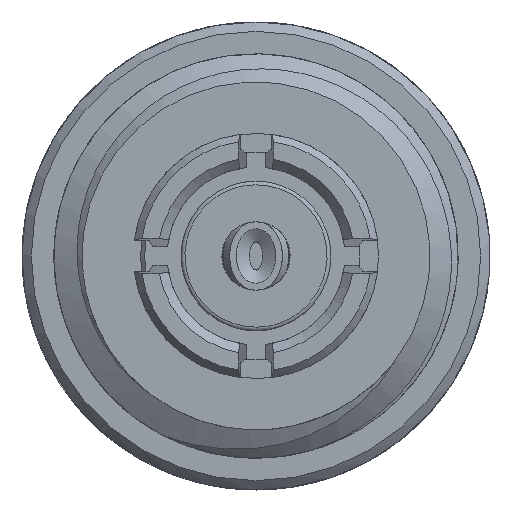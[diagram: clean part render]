
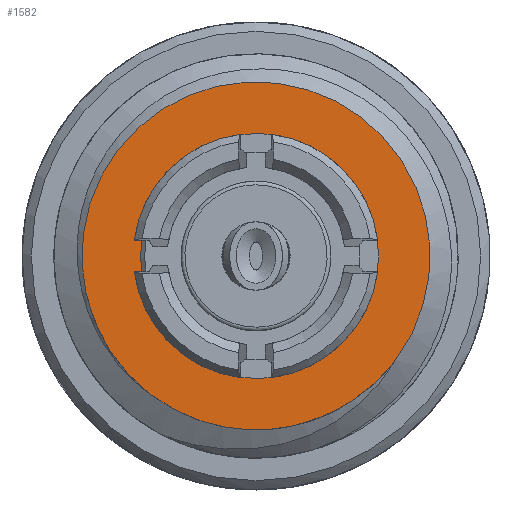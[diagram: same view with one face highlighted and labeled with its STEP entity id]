
A CAD part, left-side view. The second image highlights one B-rep face of the part: STEP entity #1582.
In plain terms, the highlighted planar face has unit normal (-1, 0, 0).
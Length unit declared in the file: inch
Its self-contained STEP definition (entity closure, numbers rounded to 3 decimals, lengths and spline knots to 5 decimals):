
#98 = CARTESIAN_POINT ( 'NONE',  ( 0.11454, -0.07398, -0.05622 ) ) ;
#295 = CARTESIAN_POINT ( 'NONE',  ( 0.11454, -0.02412, -0.09052 ) ) ;
#422 = ORIENTED_EDGE ( 'NONE', *, *, #5710, .T. ) ;
#449 = PLANE ( 'NONE',  #4072 ) ;
#502 = CIRCLE ( 'NONE', #1250, 0.06169 ) ;
#549 = EDGE_CURVE ( 'NONE', #1570, #5728, #5549, .T. ) ;
#561 = AXIS2_PLACEMENT_3D ( 'NONE', #5400, #3775, #7157 ) ;
#773 = DIRECTION ( 'NONE',  ( 0., 0., 1. ) ) ;
#810 = ORIENTED_EDGE ( 'NONE', *, *, #5852, .T. ) ;
#972 = DIRECTION ( 'NONE',  ( 0., 0.772, 0.636 ) ) ;
#1044 = CIRCLE ( 'NONE', #2603, 0.093 ) ;
#1137 = CARTESIAN_POINT ( 'NONE',  ( 0.11454, -0.07369, -0.05664 ) ) ;
#1144 = VERTEX_POINT ( 'NONE', #2535 ) ;
#1250 = AXIS2_PLACEMENT_3D ( 'NONE', #7165, #1918, #773 ) ;
#1301 = VECTOR ( 'NONE', #972, 39.37008 ) ;
#1337 = VECTOR ( 'NONE', #5040, 39.37008 ) ;
#1449 = CARTESIAN_POINT ( 'NONE',  ( 0.11454, -0.03577, -0.08658 ) ) ;
#1516 = B_SPLINE_CURVE_WITH_KNOTS ( 'NONE', 3,
 ( #1137, #98, #3732, #5516 ),
 .UNSPECIFIED., .F., .F.,
 ( 4, 4 ),
 ( 0., 0.00004 ),
 .UNSPECIFIED. ) ;
#1559 = DIRECTION ( 'NONE',  ( 0., 0., 1. ) ) ;
#1570 = VERTEX_POINT ( 'NONE', #6024 ) ;
#1582 = ADVANCED_FACE ( 'NONE', ( #5002, #1649 ), #449, .T. ) ;
#1585 = EDGE_CURVE ( 'NONE', #1851, #5728, #7282, .T. ) ;
#1649 = FACE_OUTER_BOUND ( 'NONE', #3090, .T. ) ;
#1851 = VERTEX_POINT ( 'NONE', #4697 ) ;
#1882 = DIRECTION ( 'NONE',  ( -1., 0., 0. ) ) ;
#1918 = DIRECTION ( 'NONE',  ( -1., 0., 0. ) ) ;
#2108 = EDGE_CURVE ( 'NONE', #1851, #6046, #502, .T. ) ;
#2421 = CARTESIAN_POINT ( 'NONE',  ( 0.11454, 0., 0. ) ) ;
#2527 = CARTESIAN_POINT ( 'NONE',  ( 0.11454, -0.0319, -0.0528 ) ) ;
#2535 = CARTESIAN_POINT ( 'NONE',  ( 0.11454, -0.07369, -0.05664 ) ) ;
#2603 = AXIS2_PLACEMENT_3D ( 'NONE', #2421, #1882, #6352 ) ;
#2794 = ORIENTED_EDGE ( 'NONE', *, *, #3941, .T. ) ;
#3090 = EDGE_LOOP ( 'NONE', ( #5615, #810, #2794 ) ) ;
#3104 = CARTESIAN_POINT ( 'NONE',  ( 0.11454, 0.03592, -0.08651 ) ) ;
#3145 = CARTESIAN_POINT ( 'NONE',  ( 0.11454, -0.07369, -0.05664 ) ) ;
#3176 = CARTESIAN_POINT ( 'NONE',  ( 0.11454, 0.01221, -0.09227 ) ) ;
#3190 = ORIENTED_EDGE ( 'NONE', *, *, #1585, .T. ) ;
#3290 = ORIENTED_EDGE ( 'NONE', *, *, #549, .F. ) ;
#3298 = CARTESIAN_POINT ( 'NONE',  ( 0.11454, 0., 0. ) ) ;
#3301 = CARTESIAN_POINT ( 'NONE',  ( 0.11458, 0.05678, -0.07357 ) ) ;
#3557 = EDGE_CURVE ( 'NONE', #5595, #1144, #4746, .T. ) ;
#3585 = ORIENTED_EDGE ( 'NONE', *, *, #2108, .F. ) ;
#3692 = CARTESIAN_POINT ( 'NONE',  ( 0.11454, 0.0183, -0.09126 ) ) ;
#3732 = CARTESIAN_POINT ( 'NONE',  ( 0.11454, -0.07432, -0.05584 ) ) ;
#3775 = DIRECTION ( 'NONE',  ( -1., 0., 0. ) ) ;
#3837 = CARTESIAN_POINT ( 'NONE',  ( 0.11458, 0.05678, -0.07357 ) ) ;
#3888 = CARTESIAN_POINT ( 'NONE',  ( 0.11454, 0., 0. ) ) ;
#3941 = EDGE_CURVE ( 'NONE', #7302, #5595, #1044, .T. ) ;
#4072 = AXIS2_PLACEMENT_3D ( 'NONE', #7145, #5563, #1559 ) ;
#4241 = CARTESIAN_POINT ( 'NONE',  ( 0.11454, 0.00013, -0.09307 ) ) ;
#4697 = CARTESIAN_POINT ( 'NONE',  ( 0.11454, -0.04762, -0.03921 ) ) ;
#4746 = B_SPLINE_CURVE_WITH_KNOTS ( 'NONE', 3,
 ( #3301, #5970, #3104, #3692, #3176, #4241, #4809, #295, #1449, #5897, #6533, #5389, #5945, #3145 ),
 .UNSPECIFIED., .F., .F.,
 ( 4, 2, 2, 2, 2, 2, 4 ),
 ( 0., 0.00093, 0.0014, 0.00187, 0.0028, 0.00327, 0.00374 ),
 .UNSPECIFIED. ) ;
#4809 = CARTESIAN_POINT ( 'NONE',  ( 0.11454, -0.00593, -0.09289 ) ) ;
#5002 = FACE_BOUND ( 'NONE', #6999, .T. ) ;
#5040 = DIRECTION ( 'NONE',  ( 0., -0.517, -0.856 ) ) ;
#5389 = CARTESIAN_POINT ( 'NONE',  ( 0.11454, -0.06568, -0.06595 ) ) ;
#5400 = CARTESIAN_POINT ( 'NONE',  ( 0.11454, 0., 0. ) ) ;
#5516 = CARTESIAN_POINT ( 'NONE',  ( 0.11451, -0.07461, -0.05541 ) ) ;
#5549 = CIRCLE ( 'NONE', #561, 0.05546 ) ;
#5563 = DIRECTION ( 'NONE',  ( -1., 0., 0. ) ) ;
#5595 = VERTEX_POINT ( 'NONE', #3837 ) ;
#5615 = ORIENTED_EDGE ( 'NONE', *, *, #3557, .T. ) ;
#5710 = EDGE_CURVE ( 'NONE', #1570, #6046, #6004, .T. ) ;
#5728 = VERTEX_POINT ( 'NONE', #6256 ) ;
#5852 = EDGE_CURVE ( 'NONE', #1144, #7302, #1516, .T. ) ;
#5897 = CARTESIAN_POINT ( 'NONE',  ( 0.11454, -0.05163, -0.07745 ) ) ;
#5945 = CARTESIAN_POINT ( 'NONE',  ( 0.11454, -0.0699, -0.06146 ) ) ;
#5970 = CARTESIAN_POINT ( 'NONE',  ( 0.11454, 0.04703, -0.08102 ) ) ;
#6004 = LINE ( 'NONE', #3888, #1337 ) ;
#6024 = CARTESIAN_POINT ( 'NONE',  ( 0.11454, -0.02868, -0.04747 ) ) ;
#6046 = VERTEX_POINT ( 'NONE', #2527 ) ;
#6256 = CARTESIAN_POINT ( 'NONE',  ( 0.11454, -0.04282, -0.03526 ) ) ;
#6352 = DIRECTION ( 'NONE',  ( 0., 0., 1. ) ) ;
#6533 = CARTESIAN_POINT ( 'NONE',  ( 0.11454, -0.05655, -0.07393 ) ) ;
#6633 = CARTESIAN_POINT ( 'NONE',  ( 0.11451, -0.07461, -0.05541 ) ) ;
#6999 = EDGE_LOOP ( 'NONE', ( #3290, #422, #3585, #3190 ) ) ;
#7145 = CARTESIAN_POINT ( 'NONE',  ( 0.11454, 0., 0. ) ) ;
#7157 = DIRECTION ( 'NONE',  ( 0., 0., 1. ) ) ;
#7165 = CARTESIAN_POINT ( 'NONE',  ( 0.11454, 0., 0. ) ) ;
#7282 = LINE ( 'NONE', #3298, #1301 ) ;
#7302 = VERTEX_POINT ( 'NONE', #6633 ) ;
